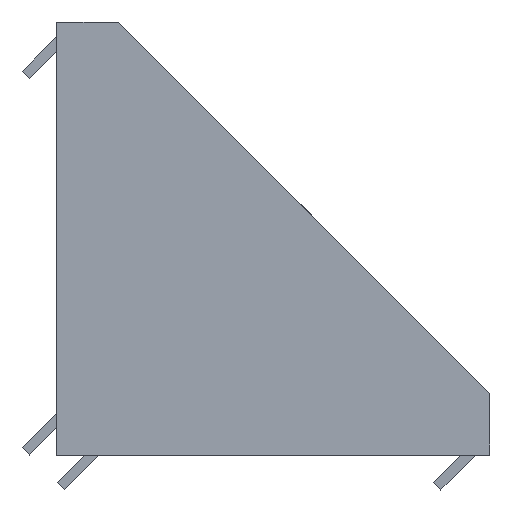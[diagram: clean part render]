
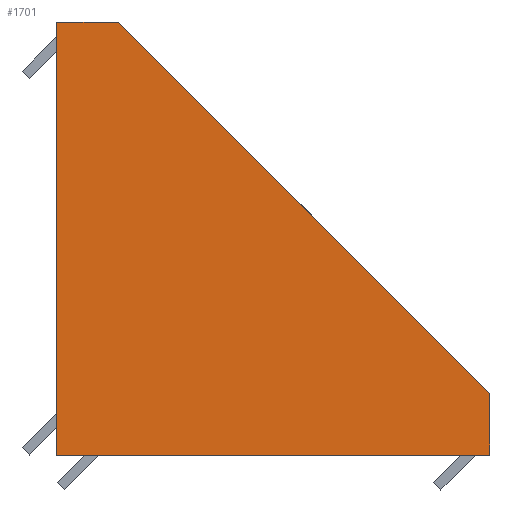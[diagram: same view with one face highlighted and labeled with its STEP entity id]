
A CAD part, top view. The second image highlights one B-rep face of the part: STEP entity #1701.
In plain terms, the highlighted planar face has unit normal (0, 0, 1).
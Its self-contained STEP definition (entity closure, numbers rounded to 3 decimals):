
#180=FACE_OUTER_BOUND('',#287,.T.);
#287=EDGE_LOOP('',(#1528,#1529,#1530,#1531,#1532));
#409=LINE('',#2540,#597);
#435=LINE('',#2633,#623);
#469=LINE('',#2952,#657);
#472=LINE('',#2957,#660);
#474=LINE('',#2960,#662);
#597=VECTOR('',#2098,10.);
#623=VECTOR('',#2166,10.);
#657=VECTOR('',#2242,10.);
#660=VECTOR('',#2247,10.);
#662=VECTOR('',#2251,10.);
#760=VERTEX_POINT('',#2537);
#761=VERTEX_POINT('',#2539);
#788=VERTEX_POINT('',#2630);
#789=VERTEX_POINT('',#2632);
#823=VERTEX_POINT('',#2951);
#960=EDGE_CURVE('',#760,#761,#409,.T.);
#998=EDGE_CURVE('',#788,#789,#435,.T.);
#1054=EDGE_CURVE('',#761,#823,#469,.T.);
#1057=EDGE_CURVE('',#823,#788,#472,.T.);
#1059=EDGE_CURVE('',#789,#760,#474,.T.);
#1528=ORIENTED_EDGE('',*,*,#1054,.F.);
#1529=ORIENTED_EDGE('',*,*,#960,.F.);
#1530=ORIENTED_EDGE('',*,*,#1059,.F.);
#1531=ORIENTED_EDGE('',*,*,#998,.F.);
#1532=ORIENTED_EDGE('',*,*,#1057,.F.);
#1608=PLANE('',#1836);
#1701=ADVANCED_FACE('',(#180),#1608,.T.);
#1836=AXIS2_PLACEMENT_3D('',#2963,#2255,#2256);
#2098=DIRECTION('',(-1.,0.,0.));
#2166=DIRECTION('',(0.707,-0.707,0.));
#2242=DIRECTION('',(0.,1.,0.));
#2247=DIRECTION('',(1.,0.,0.));
#2251=DIRECTION('',(0.,-1.,0.));
#2255=DIRECTION('center_axis',(0.,0.,1.));
#2256=DIRECTION('ref_axis',(1.,0.,0.));
#2537=CARTESIAN_POINT('',(42.,0.,42.));
#2539=CARTESIAN_POINT('',(0.,0.,42.));
#2540=CARTESIAN_POINT('',(0.,0.,42.));
#2630=CARTESIAN_POINT('',(6.,42.,42.));
#2632=CARTESIAN_POINT('',(42.,6.,42.));
#2633=CARTESIAN_POINT('',(42.,6.,42.));
#2951=CARTESIAN_POINT('',(0.,42.,42.));
#2952=CARTESIAN_POINT('',(0.,42.,42.));
#2957=CARTESIAN_POINT('',(6.,42.,42.));
#2960=CARTESIAN_POINT('',(42.,0.,42.));
#2963=CARTESIAN_POINT('Origin',(16.159,16.159,42.));
